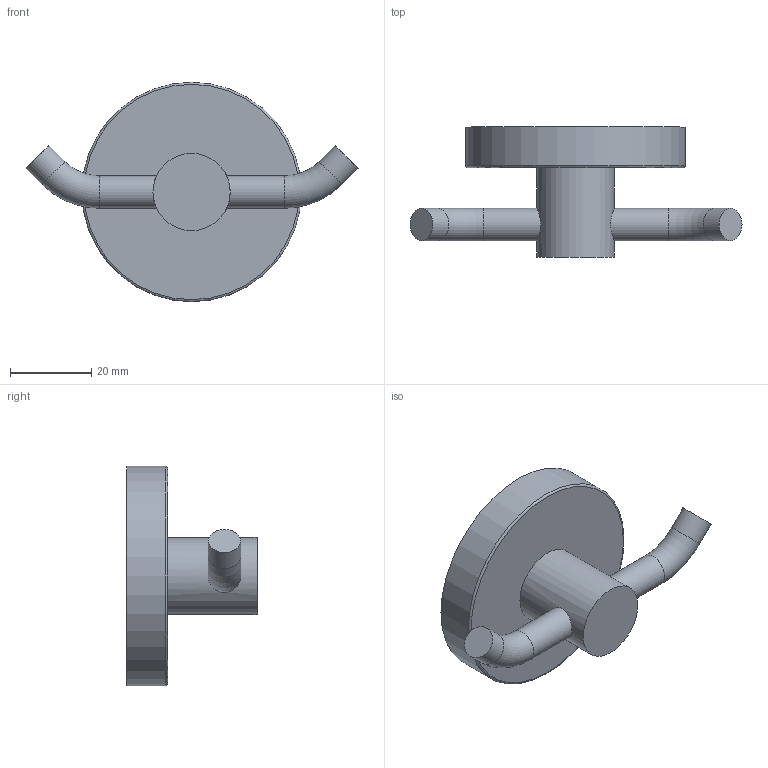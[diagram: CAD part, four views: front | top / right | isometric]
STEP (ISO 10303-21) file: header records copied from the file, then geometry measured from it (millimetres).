
FILE_DESCRIPTION(/* description */ (''),/* implementation_level */ '2;1');
FILE_NAME(/* name */ '3D_TVA151012000_ElementsTender.step',/* time_stamp */ '2022-12-07T16:46:37+01:00',/* author */ (''),/* organization */ (''),/* preprocessor_version */ 'ST-DEVELOPER v19.2',/* originating_system */ 'Autodesk Translation Framework v11.17.0.187',/* authorisation */ '');
FILE_SCHEMA (('AUTOMOTIVE_DESIGN { 1 0 10303 214 3 1 1 }'));
Length unit declared in the file: millimetre
Products named in the file (10): (Nicht gespeichert); 217924000-02; 217953000-01; GB 78-1985_5*10; 217953000-02; 217953000-03; GB 862.2-1987_6; GB5783-2000_5*8; 217924000-06; GB 78-1985_5*5
Assembly tree (9 placements, depth 2):
  (Nicht gespeichert)
    217924000-02
    217953000-01
    GB 78-1985_5*10
    217953000-02
    217953000-03
    GB 862.2-1987_6
    GB5783-2000_5*8
    217924000-06
    GB 78-1985_5*5
Bounding box: 81.71 x 32 x 54 mm (x, y, z)
Volume: 32126.4 mm3; surface area: 11314.5 mm2
Topology: 4 solids, 4 shells, 30 faces, 63 edges, 41 vertices
Faces by surface type: plane 14, cylinder 11, torus 3, cone 2
Full cylindrical faces by diameter (mm): 4.2 x1, 6 x3, 8 x5, 19 x1, 54 x1
Entity records: 1256 total; most frequent: CARTESIAN_POINT 294, DIRECTION 185, ORIENTED_EDGE 124, AXIS2_PLACEMENT_3D 79, EDGE_CURVE 62, VERTEX_POINT 41, EDGE_LOOP 37, FACE_OUTER_BOUND 30
